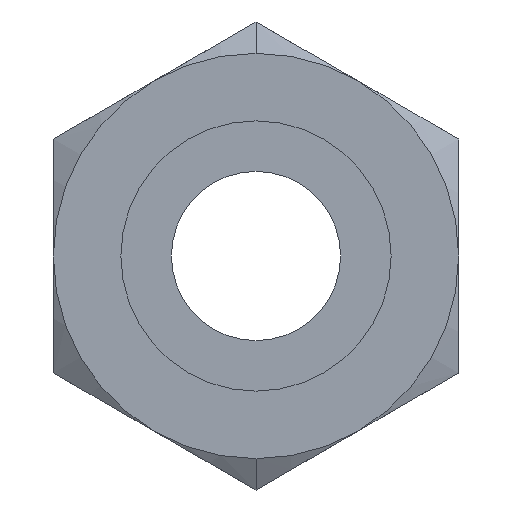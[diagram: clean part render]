
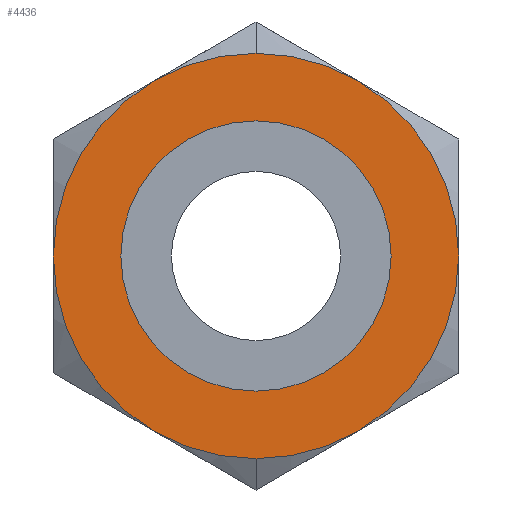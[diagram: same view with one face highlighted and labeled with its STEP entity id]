
A CAD part, left-side view. The second image highlights one B-rep face of the part: STEP entity #4436.
In plain terms, the highlighted planar face has unit normal (-1, 0, 0).
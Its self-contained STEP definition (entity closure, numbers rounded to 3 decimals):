
#113 = CARTESIAN_POINT ( 'NONE',  ( 0., 0., -9.525 ) ) ;
#356 = FACE_OUTER_BOUND ( 'NONE', #9345, .T. ) ;
#362 = AXIS2_PLACEMENT_3D ( 'NONE', #4060, #5023, #8677 ) ;
#800 = AXIS2_PLACEMENT_3D ( 'NONE', #4086, #3988, #5485 ) ;
#957 = CIRCLE ( 'NONE', #800, 9.525 ) ;
#1588 = ORIENTED_EDGE ( 'NONE', *, *, #6383, .T. ) ;
#1608 = EDGE_CURVE ( 'NONE', #4335, #8659, #6050, .T. ) ;
#2229 = CIRCLE ( 'NONE', #3940, 14.285 ) ;
#2327 = AXIS2_PLACEMENT_3D ( 'NONE', #4229, #9440, #4905 ) ;
#2872 = CARTESIAN_POINT ( 'NONE',  ( 0., 0., 9.525 ) ) ;
#3380 = CARTESIAN_POINT ( 'NONE',  ( 0., 0., 0. ) ) ;
#3692 = CARTESIAN_POINT ( 'NONE',  ( 0., 0., 14.285 ) ) ;
#3940 = AXIS2_PLACEMENT_3D ( 'NONE', #3380, #4922, #9462 ) ;
#3988 = DIRECTION ( 'NONE',  ( 1., 0., 0. ) ) ;
#4060 = CARTESIAN_POINT ( 'NONE',  ( 0., 0., 7.143 ) ) ;
#4086 = CARTESIAN_POINT ( 'NONE',  ( 0., 0., 0. ) ) ;
#4229 = CARTESIAN_POINT ( 'NONE',  ( 0., 0., 0. ) ) ;
#4335 = VERTEX_POINT ( 'NONE', #113 ) ;
#4429 = EDGE_CURVE ( 'NONE', #6964, #6213, #2229, .T. ) ;
#4436 = ADVANCED_FACE ( 'NONE', ( #4833, #356 ), #7069, .T. ) ;
#4469 = CIRCLE ( 'NONE', #8830, 14.285 ) ;
#4833 = FACE_BOUND ( 'NONE', #6348, .T. ) ;
#4905 = DIRECTION ( 'NONE',  ( 0., 0., -1. ) ) ;
#4922 = DIRECTION ( 'NONE',  ( 1., 0., 0. ) ) ;
#5023 = DIRECTION ( 'NONE',  ( -1., 0., 0. ) ) ;
#5181 = DIRECTION ( 'NONE',  ( 0., 0., 1. ) ) ;
#5394 = ORIENTED_EDGE ( 'NONE', *, *, #1608, .T. ) ;
#5485 = DIRECTION ( 'NONE',  ( 0., 0., 1. ) ) ;
#5671 = EDGE_CURVE ( 'NONE', #6213, #6964, #4469, .T. ) ;
#5904 = CARTESIAN_POINT ( 'NONE',  ( 0., 0., -14.285 ) ) ;
#6050 = CIRCLE ( 'NONE', #2327, 9.525 ) ;
#6213 = VERTEX_POINT ( 'NONE', #3692 ) ;
#6348 = EDGE_LOOP ( 'NONE', ( #5394, #1588 ) ) ;
#6383 = EDGE_CURVE ( 'NONE', #8659, #4335, #957, .T. ) ;
#6649 = CARTESIAN_POINT ( 'NONE',  ( 0., 0., 0. ) ) ;
#6964 = VERTEX_POINT ( 'NONE', #5904 ) ;
#7069 = PLANE ( 'NONE',  #362 ) ;
#7954 = ORIENTED_EDGE ( 'NONE', *, *, #4429, .F. ) ;
#8458 = ORIENTED_EDGE ( 'NONE', *, *, #5671, .F. ) ;
#8659 = VERTEX_POINT ( 'NONE', #2872 ) ;
#8677 = DIRECTION ( 'NONE',  ( 0., 0., 1. ) ) ;
#8830 = AXIS2_PLACEMENT_3D ( 'NONE', #6649, #9632, #5181 ) ;
#9345 = EDGE_LOOP ( 'NONE', ( #8458, #7954 ) ) ;
#9440 = DIRECTION ( 'NONE',  ( 1., 0., 0. ) ) ;
#9462 = DIRECTION ( 'NONE',  ( 0., 0., -1. ) ) ;
#9632 = DIRECTION ( 'NONE',  ( 1., 0., 0. ) ) ;
